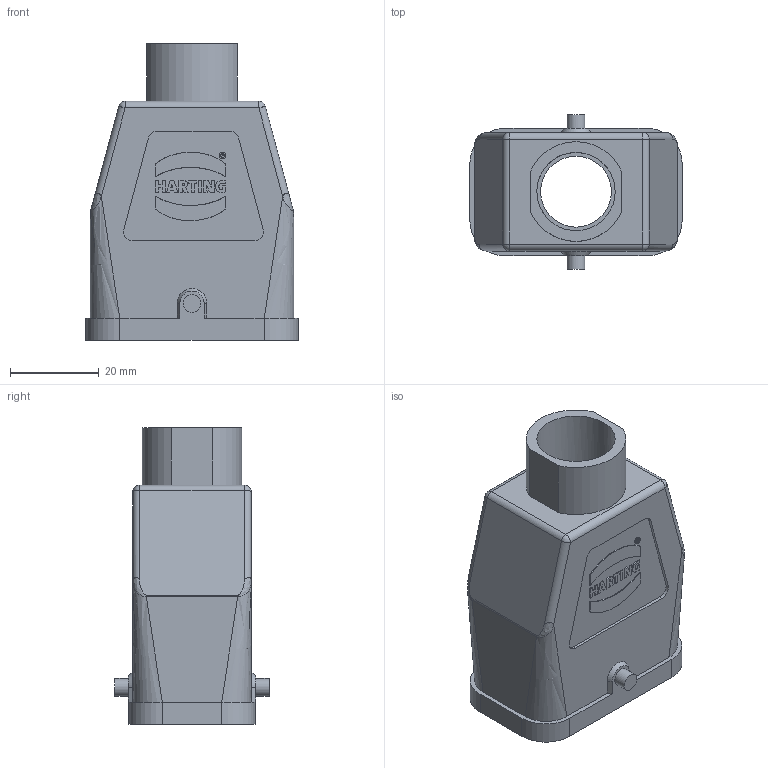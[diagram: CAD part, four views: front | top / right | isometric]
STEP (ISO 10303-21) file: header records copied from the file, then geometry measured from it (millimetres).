
FILE_DESCRIPTION(/* description */ (''),/* implementation_level */ '2;1');
FILE_NAME(/* name */ '100095520ugm000_b.stp',/* time_stamp */ '2019-11-19T07:33:50+01:00',/* author */ (''),/* organization */ (''),/* preprocessor_version */ 'ST-DEVELOPER v16.7',/* originating_system */ 'SIEMENS PLM Software NX 12.0',/* authorisation */ '');
FILE_SCHEMA (('AUTOMOTIVE_DESIGN { 1 0 10303 214 3 1 1 1 }'));
Length unit declared in the file: millimetre
Products named in the file (1): 100095520ugm000_b
Bounding box: 47.9 x 34.9 x 67 mm (x, y, z)
Volume: 20740.5 mm3; surface area: 21154.7 mm2
Topology: 1 solids, 1 shells, 286 faces, 749 edges, 488 vertices
Faces by surface type: plane 179, cylinder 79, bspline 14, cone 10, sphere 4
Full cylindrical faces by diameter (mm): 1.008 x1, 1.554 x1, 2.4 x4, 3.5 x4, 4 x2, 16 x1, 17.7 x1
Entity records: 11717 total; most frequent: CARTESIAN_POINT 2754, ORIENTED_EDGE 1440, DIRECTION 1368, EDGE_CURVE 720, LINE 522, VECTOR 522, VERTEX_POINT 484, AXIS2_PLACEMENT_3D 423
